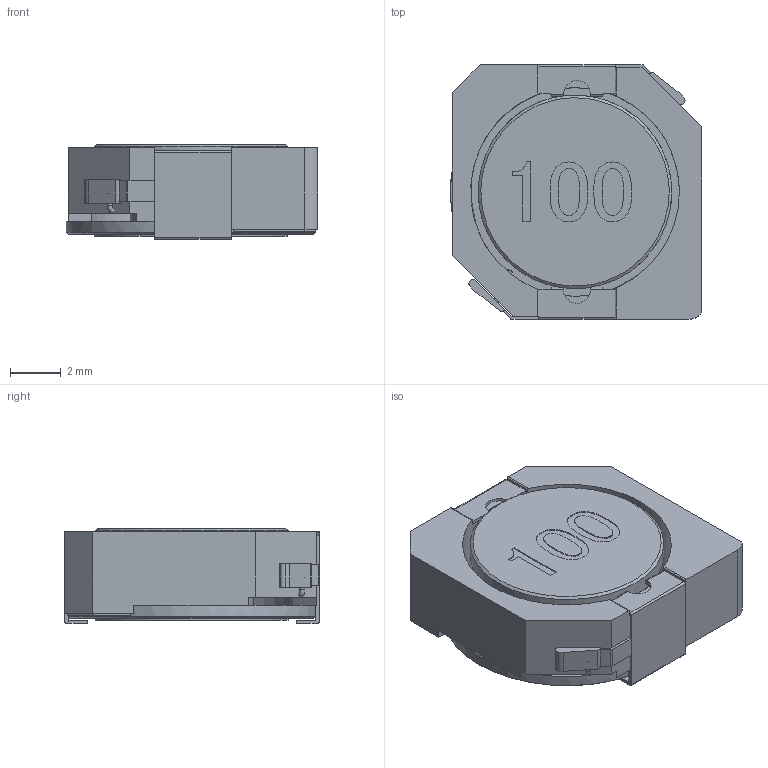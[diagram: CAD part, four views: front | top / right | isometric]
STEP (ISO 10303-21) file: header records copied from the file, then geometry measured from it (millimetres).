
FILE_DESCRIPTION( ('This file contains a STEP AP42 implementation' ,'as created by ZW3D STEP Interface translator.') ,'2;1' );
FILE_NAME( 'CU1038-L.stp' ,'1610 3.173241', (''), ('ZWCAD Software Co.'), 'Version 1.0', 'ZW3D to STEP translator', '' );
FILE_SCHEMA( ('CONFIG_CONTROL_DESIGN') );
Length unit declared in the file: millimetre
Products named in the file (1): 0
Bounding box: 9.88 x 10 x 3.72 mm (x, y, z)
Volume: 108.2 mm3; surface area: 614.9 mm2
Topology: 9 solids, 13 shells, 235 faces, 622 edges, 417 vertices
Faces by surface type: bspline 235
Entity records: 7998 total; most frequent: CARTESIAN_POINT 4282, ORIENTED_EDGE 1224, EDGE_CURVE 622, B_SPLINE_CURVE_WITH_KNOTS 506, VERTEX_POINT 417, EDGE_LOOP 246, FACE_OUTER_BOUND 235, ADVANCED_FACE 235
